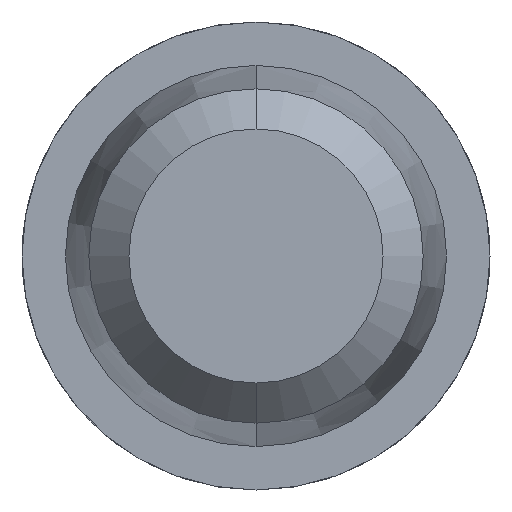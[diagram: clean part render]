
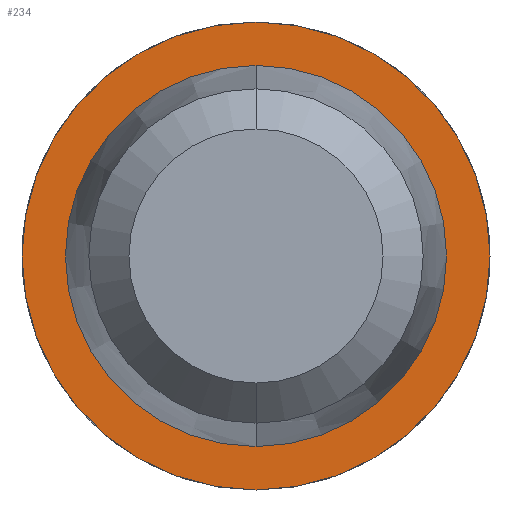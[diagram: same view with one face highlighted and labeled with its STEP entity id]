
A CAD part, front view. The second image highlights one B-rep face of the part: STEP entity #234.
In plain terms, the highlighted planar face has unit normal (0, -1, 0).
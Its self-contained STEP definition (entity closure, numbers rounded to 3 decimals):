
#36 = DIRECTION ( 'NONE',  ( 0., -1., 0. ) ) ;
#40 = EDGE_CURVE ( 'Defeature ausgef�hrt2_10+Defeature ausgef�hrt2_11+Defeature ausgef�hrt2_11+Defeature ausgef�hrt2_11', #1211, #580, #3397, .T. ) ;
#42 = AXIS2_PLACEMENT_3D ( 'NONE', #275, #2963, #893 ) ;
#105 = DIRECTION ( 'NONE',  ( 0., -1., 0. ) ) ;
#234 = ADVANCED_FACE ( 'Defeature ausgef�hrt2_10', ( #1810, #880 ), #1546, .T. ) ;
#250 = ORIENTED_EDGE ( 'NONE', *, *, #40, .T. ) ;
#275 = CARTESIAN_POINT ( 'NONE',  ( 0., 26., 0. ) ) ;
#353 = ORIENTED_EDGE ( 'NONE', *, *, #1509, .F. ) ;
#485 = VERTEX_POINT ( 'NONE', #3257 ) ;
#529 = DIRECTION ( 'NONE',  ( 0., -1., 0. ) ) ;
#580 = VERTEX_POINT ( 'NONE', #3421 ) ;
#783 = CIRCLE ( 'NONE', #42, 0.7 ) ;
#828 = CARTESIAN_POINT ( 'NONE',  ( 0., 26., 0.57 ) ) ;
#843 = CARTESIAN_POINT ( 'NONE',  ( 0.57, 26., 0. ) ) ;
#880 = FACE_BOUND ( 'NONE', #3506, .T. ) ;
#893 = DIRECTION ( 'NONE',  ( 0., 0., -1. ) ) ;
#1211 = VERTEX_POINT ( 'NONE', #4526 ) ;
#1339 = AXIS2_PLACEMENT_3D ( 'NONE', #843, #105, #3597 ) ;
#1509 = EDGE_CURVE ( 'Defeature ausgef�hrt2_9+Defeature ausgef�hrt2_10+Defeature ausgef�hrt2_10+Defeature ausgef�hrt2_10', #485, #2323, #4165, .T. ) ;
#1546 = PLANE ( 'NONE',  #1339 ) ;
#1810 = FACE_OUTER_BOUND ( 'NONE', #3146, .T. ) ;
#2131 = CARTESIAN_POINT ( 'NONE',  ( 0., 26., 0. ) ) ;
#2323 = VERTEX_POINT ( 'NONE', #828 ) ;
#2386 = DIRECTION ( 'NONE',  ( 0., 0., -1. ) ) ;
#2470 = DIRECTION ( 'NONE',  ( 0., 0., -1. ) ) ;
#2722 = AXIS2_PLACEMENT_3D ( 'NONE', #2131, #36, #2470 ) ;
#2736 = CARTESIAN_POINT ( 'NONE',  ( 0., 26., 0. ) ) ;
#2915 = EDGE_CURVE ( 'Defeature ausgef�hrt2_10+Defeature ausgef�hrt2_11+Defeature ausgef�hrt2_11+Defeature ausgef�hrt2_11', #580, #1211, #783, .T. ) ;
#2963 = DIRECTION ( 'NONE',  ( 0., -1., 0. ) ) ;
#2984 = DIRECTION ( 'NONE',  ( 0., 0., -1. ) ) ;
#3065 = CIRCLE ( 'NONE', #2722, 0.57 ) ;
#3146 = EDGE_LOOP ( 'NONE', ( #250, #3242 ) ) ;
#3242 = ORIENTED_EDGE ( 'NONE', *, *, #2915, .T. ) ;
#3257 = CARTESIAN_POINT ( 'NONE',  ( 0., 26., -0.57 ) ) ;
#3372 = AXIS2_PLACEMENT_3D ( 'NONE', #4358, #529, #2984 ) ;
#3397 = CIRCLE ( 'NONE', #3372, 0.7 ) ;
#3421 = CARTESIAN_POINT ( 'NONE',  ( 0., 26., 0.7 ) ) ;
#3436 = AXIS2_PLACEMENT_3D ( 'NONE', #2736, #4136, #2386 ) ;
#3506 = EDGE_LOOP ( 'NONE', ( #3902, #353 ) ) ;
#3597 = DIRECTION ( 'NONE',  ( 0., 0., -1. ) ) ;
#3824 = EDGE_CURVE ( 'Defeature ausgef�hrt2_9+Defeature ausgef�hrt2_10+Defeature ausgef�hrt2_10+Defeature ausgef�hrt2_10', #2323, #485, #3065, .T. ) ;
#3902 = ORIENTED_EDGE ( 'NONE', *, *, #3824, .F. ) ;
#4136 = DIRECTION ( 'NONE',  ( 0., -1., 0. ) ) ;
#4165 = CIRCLE ( 'NONE', #3436, 0.57 ) ;
#4358 = CARTESIAN_POINT ( 'NONE',  ( 0., 26., 0. ) ) ;
#4526 = CARTESIAN_POINT ( 'NONE',  ( 0., 26., -0.7 ) ) ;
